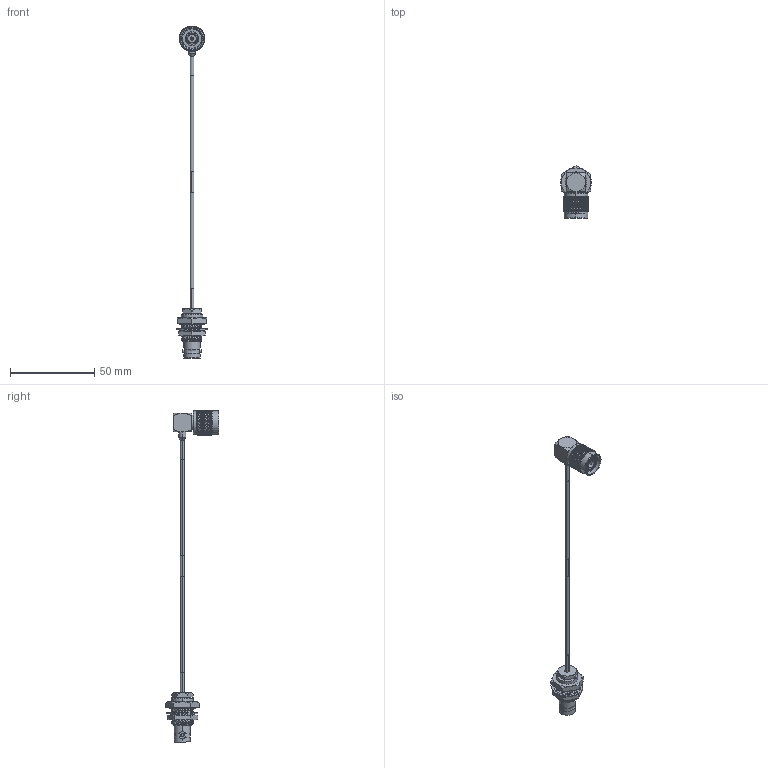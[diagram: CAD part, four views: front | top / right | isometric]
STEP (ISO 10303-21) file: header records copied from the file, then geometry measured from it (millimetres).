
FILE_DESCRIPTION (( 'STEP AP214' ), '1' );
FILE_NAME ('LCCA30594.step', '2020-06-23T22:52:27', ( '' ), ( '' ), 'SwSTEP 2.0', 'SolidWorks 2018', '' );
FILE_SCHEMA (( 'AUTOMOTIVE_DESIGN' ));
Length unit declared in the file: inch
Products named in the file (6): LCCN3060; LCCA30594; LCCN3066; LCCN3044_HS-2; 1AW01-002_.08 ID; LC085TB (085 FORMABLE)
Assembly tree (6 placements, depth 2):
  LCCA30594
    LC085TB (085 FORMABLE)
    1AW01-002_.08 ID  x2
    LCCN3066
    LCCN3044_HS-2
    LCCN3060
Bounding box: 18.34 x 31.58 x 197.59 mm (x, y, z)
Volume: 7061.2 mm3; surface area: 7501.5 mm2
Topology: 9 solids, 9 shells, 2383 faces, 5232 edges, 2889 vertices
Faces by surface type: bspline 1686, cylinder 503, plane 118, cone 68, torus 8
Entity records: 108823 total; most frequent: CARTESIAN_POINT 74690, ORIENTED_EDGE 10440, EDGE_CURVE 5220, VERTEX_POINT 2881, DIRECTION 2657, EDGE_LOOP 2407, FACE_OUTER_BOUND 2377, ADVANCED_FACE 2377
